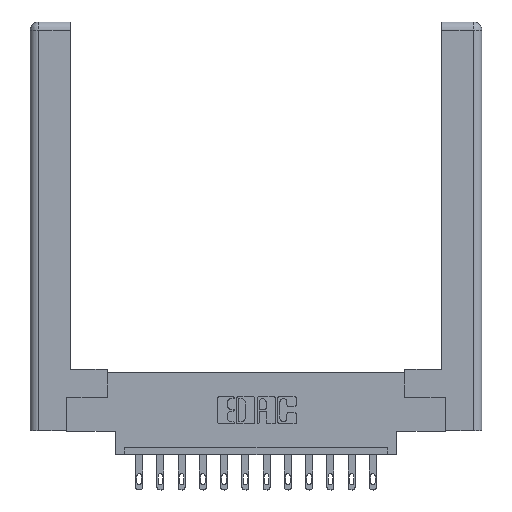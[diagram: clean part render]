
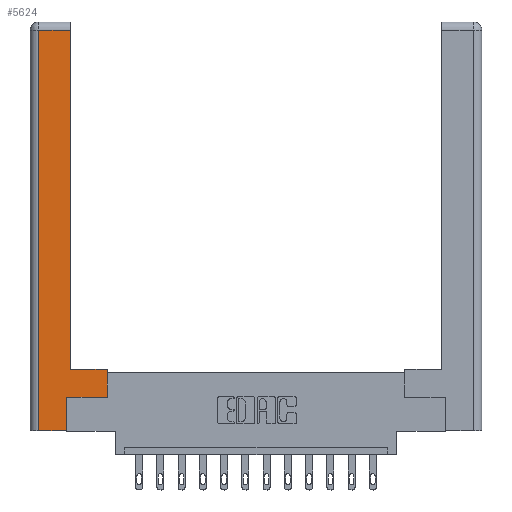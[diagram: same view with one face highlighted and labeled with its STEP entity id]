
A CAD part, top view. The second image highlights one B-rep face of the part: STEP entity #5624.
In plain terms, the highlighted planar face has unit normal (0, 0, 1).
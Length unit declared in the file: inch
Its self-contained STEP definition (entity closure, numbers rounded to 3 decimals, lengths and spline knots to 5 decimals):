
#110 = VERTEX_POINT ( 'NONE', #3527 ) ;
#219 = DIRECTION ( 'NONE',  ( 0., 1., 0. ) ) ;
#290 = ORIENTED_EDGE ( 'NONE', *, *, #632, .T. ) ;
#632 = EDGE_CURVE ( 'NONE', #13931, #11478, #2543, .T. ) ;
#913 = AXIS2_PLACEMENT_3D ( 'NONE', #2356, #10698, #12981 ) ;
#1322 = CARTESIAN_POINT ( 'NONE',  ( 0.295, 3., 0. ) ) ;
#1549 = CARTESIAN_POINT ( 'NONE',  ( 0.0615, 0., 0. ) ) ;
#1659 = DIRECTION ( 'NONE',  ( -1., 0., 0. ) ) ;
#1794 = VECTOR ( 'NONE', #14294, 39.37008 ) ;
#2080 = ORIENTED_EDGE ( 'NONE', *, *, #9475, .T. ) ;
#2198 = LINE ( 'NONE', #1549, #9483 ) ;
#2207 = CARTESIAN_POINT ( 'NONE',  ( 0.265, 0.245, 0. ) ) ;
#2356 = CARTESIAN_POINT ( 'NONE',  ( 0., 0., 0. ) ) ;
#2543 = LINE ( 'NONE', #8659, #1794 ) ;
#2690 = DIRECTION ( 'NONE',  ( 0., -1., 0. ) ) ;
#3120 = ORIENTED_EDGE ( 'NONE', *, *, #6442, .T. ) ;
#3184 = LINE ( 'NONE', #6075, #4676 ) ;
#3449 = CARTESIAN_POINT ( 'NONE',  ( 0.295, 0.45, 0. ) ) ;
#3527 = CARTESIAN_POINT ( 'NONE',  ( 0.295, 2.94, 0. ) ) ;
#3532 = VERTEX_POINT ( 'NONE', #10725 ) ;
#3616 = ORIENTED_EDGE ( 'NONE', *, *, #13428, .T. ) ;
#4635 = FACE_OUTER_BOUND ( 'NONE', #6131, .T. ) ;
#4676 = VECTOR ( 'NONE', #7208, 39.37008 ) ;
#5150 = CARTESIAN_POINT ( 'NONE',  ( 0.295, 0.45, 0. ) ) ;
#5153 = VERTEX_POINT ( 'NONE', #11381 ) ;
#5624 = ADVANCED_FACE ( 'NONE', ( #4635 ), #15369, .F. ) ;
#6075 = CARTESIAN_POINT ( 'NONE',  ( 0.265, 0.245, 0. ) ) ;
#6131 = EDGE_LOOP ( 'NONE', ( #13843, #14078, #3120, #290, #3616, #2080, #11967, #15273 ) ) ;
#6267 = CARTESIAN_POINT ( 'NONE',  ( 0.0615, 2.94, 0. ) ) ;
#6442 = EDGE_CURVE ( 'NONE', #5153, #13931, #2198, .T. ) ;
#7208 = DIRECTION ( 'NONE',  ( 0., 1., 0. ) ) ;
#7594 = LINE ( 'NONE', #8431, #9101 ) ;
#8431 = CARTESIAN_POINT ( 'NONE',  ( 0.565, 0.245, 0. ) ) ;
#8534 = DIRECTION ( 'NONE',  ( 1., 0., 0. ) ) ;
#8644 = VERTEX_POINT ( 'NONE', #2207 ) ;
#8659 = CARTESIAN_POINT ( 'NONE',  ( 0.265, 0., 0. ) ) ;
#9101 = VECTOR ( 'NONE', #8534, 39.37008 ) ;
#9347 = EDGE_CURVE ( 'NONE', #14500, #10275, #12615, .T. ) ;
#9425 = LINE ( 'NONE', #11015, #13876 ) ;
#9436 = CARTESIAN_POINT ( 'NONE',  ( 0.565, 0.45, 0. ) ) ;
#9475 = EDGE_CURVE ( 'NONE', #8644, #3532, #7594, .T. ) ;
#9483 = VECTOR ( 'NONE', #2690, 39.37008 ) ;
#9591 = VECTOR ( 'NONE', #10802, 39.37008 ) ;
#10275 = VERTEX_POINT ( 'NONE', #3449 ) ;
#10698 = DIRECTION ( 'NONE',  ( 0., 0., -1. ) ) ;
#10725 = CARTESIAN_POINT ( 'NONE',  ( 0.565, 0.245, 0. ) ) ;
#10802 = DIRECTION ( 'NONE',  ( 0., 1., 0. ) ) ;
#11015 = CARTESIAN_POINT ( 'NONE',  ( 0.565, 0.45, 0. ) ) ;
#11222 = CARTESIAN_POINT ( 'NONE',  ( 0.265, 0., 0. ) ) ;
#11381 = CARTESIAN_POINT ( 'NONE',  ( 0.0615, 2.94, 0. ) ) ;
#11421 = VECTOR ( 'NONE', #13189, 39.37008 ) ;
#11478 = VERTEX_POINT ( 'NONE', #11222 ) ;
#11481 = CARTESIAN_POINT ( 'NONE',  ( 0.0615, 0., 0. ) ) ;
#11664 = EDGE_CURVE ( 'NONE', #3532, #14500, #9425, .T. ) ;
#11967 = ORIENTED_EDGE ( 'NONE', *, *, #11664, .T. ) ;
#12350 = EDGE_CURVE ( 'NONE', #110, #5153, #15002, .T. ) ;
#12411 = EDGE_CURVE ( 'NONE', #10275, #110, #13667, .T. ) ;
#12615 = LINE ( 'NONE', #5150, #15466 ) ;
#12981 = DIRECTION ( 'NONE',  ( -1., 0., 0. ) ) ;
#13189 = DIRECTION ( 'NONE',  ( -1., 0., 0. ) ) ;
#13428 = EDGE_CURVE ( 'NONE', #11478, #8644, #3184, .T. ) ;
#13667 = LINE ( 'NONE', #1322, #9591 ) ;
#13843 = ORIENTED_EDGE ( 'NONE', *, *, #12411, .T. ) ;
#13876 = VECTOR ( 'NONE', #219, 39.37008 ) ;
#13931 = VERTEX_POINT ( 'NONE', #11481 ) ;
#14078 = ORIENTED_EDGE ( 'NONE', *, *, #12350, .T. ) ;
#14294 = DIRECTION ( 'NONE',  ( 1., 0., 0. ) ) ;
#14500 = VERTEX_POINT ( 'NONE', #9436 ) ;
#15002 = LINE ( 'NONE', #6267, #11421 ) ;
#15273 = ORIENTED_EDGE ( 'NONE', *, *, #9347, .T. ) ;
#15369 = PLANE ( 'NONE',  #913 ) ;
#15466 = VECTOR ( 'NONE', #1659, 39.37008 ) ;
